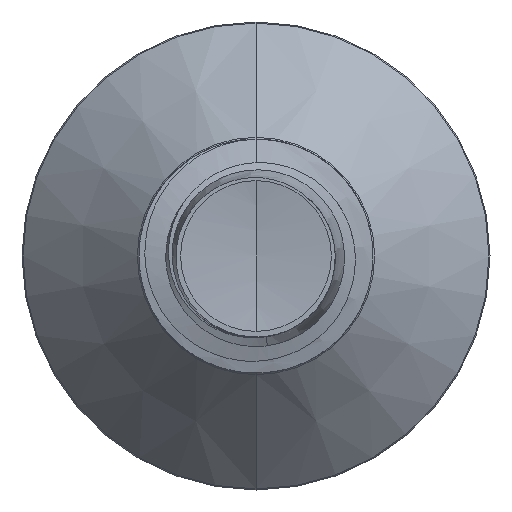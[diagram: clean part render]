
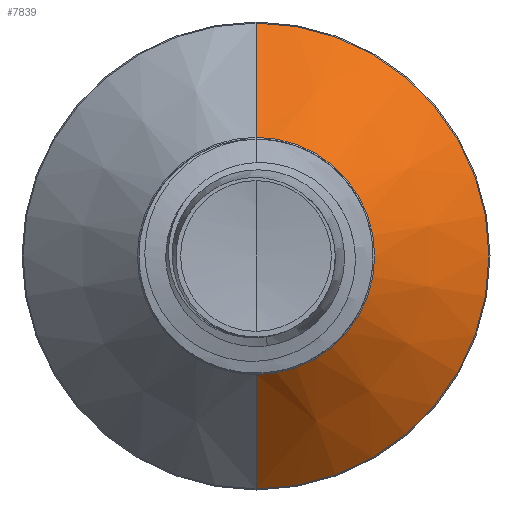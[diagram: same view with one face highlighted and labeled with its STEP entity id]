
A CAD part, front view. The second image highlights one B-rep face of the part: STEP entity #7839.
In plain terms, the highlighted conical face has half-angle 45 degrees and reference radius 1.522 mm.
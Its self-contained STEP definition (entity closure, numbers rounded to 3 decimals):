
#467 = CIRCLE ( 'NONE', #21187, 2.987 ) ;
#831 = DIRECTION ( 'NONE',  ( 0., 1., 0. ) ) ;
#1134 = CARTESIAN_POINT ( 'NONE',  ( 0., 7.972, -1.522 ) ) ;
#1274 = CARTESIAN_POINT ( 'NONE',  ( 0., 9.437, -2.987 ) ) ;
#1489 = DIRECTION ( 'NONE',  ( 0., 0., 1. ) ) ;
#1895 = CARTESIAN_POINT ( 'NONE',  ( 0., 9.437, 2.987 ) ) ;
#2025 = CARTESIAN_POINT ( 'NONE',  ( 0., 7.972, 0. ) ) ;
#2048 = DIRECTION ( 'NONE',  ( 0., 0., 1. ) ) ;
#2200 = DIRECTION ( 'NONE',  ( 0., 1., 0. ) ) ;
#2566 = VERTEX_POINT ( 'NONE', #1274 ) ;
#2956 = EDGE_LOOP ( 'NONE', ( #19913, #16177, #8544, #19295 ) ) ;
#3007 = VERTEX_POINT ( 'NONE', #1134 ) ;
#5697 = CARTESIAN_POINT ( 'NONE',  ( 0., 7.972, -1.522 ) ) ;
#6238 = EDGE_CURVE ( 'NONE', #3007, #2566, #16227, .T. ) ;
#6838 = CONICAL_SURFACE ( 'NONE', #13747, 1.522, 0.785 ) ;
#7839 = ADVANCED_FACE ( 'NONE', ( #12097 ), #6838, .T. ) ;
#7912 = VERTEX_POINT ( 'NONE', #1895 ) ;
#8544 = ORIENTED_EDGE ( 'NONE', *, *, #19430, .F. ) ;
#10126 = DIRECTION ( 'NONE',  ( 0., 0.707, 0.707 ) ) ;
#11618 = CARTESIAN_POINT ( 'NONE',  ( 0., 7.972, 1.522 ) ) ;
#11666 = CARTESIAN_POINT ( 'NONE',  ( 0., 9.437, 0. ) ) ;
#12050 = CIRCLE ( 'NONE', #19502, 1.522 ) ;
#12069 = DIRECTION ( 'NONE',  ( 0., 1., 0. ) ) ;
#12097 = FACE_OUTER_BOUND ( 'NONE', #2956, .T. ) ;
#12925 = LINE ( 'NONE', #18231, #16475 ) ;
#13082 = DIRECTION ( 'NONE',  ( 0., 0., 1. ) ) ;
#13747 = AXIS2_PLACEMENT_3D ( 'NONE', #2025, #2200, #2048 ) ;
#16094 = VECTOR ( 'NONE', #20392, 1000. ) ;
#16148 = VERTEX_POINT ( 'NONE', #11618 ) ;
#16177 = ORIENTED_EDGE ( 'NONE', *, *, #6238, .T. ) ;
#16227 = LINE ( 'NONE', #5697, #16094 ) ;
#16475 = VECTOR ( 'NONE', #10126, 1000. ) ;
#16773 = EDGE_CURVE ( 'NONE', #16148, #7912, #12925, .T. ) ;
#16996 = EDGE_CURVE ( 'NONE', #16148, #3007, #12050, .T. ) ;
#18231 = CARTESIAN_POINT ( 'NONE',  ( 0., 7.972, 1.522 ) ) ;
#19295 = ORIENTED_EDGE ( 'NONE', *, *, #16773, .F. ) ;
#19430 = EDGE_CURVE ( 'NONE', #7912, #2566, #467, .T. ) ;
#19502 = AXIS2_PLACEMENT_3D ( 'NONE', #20537, #12069, #1489 ) ;
#19913 = ORIENTED_EDGE ( 'NONE', *, *, #16996, .T. ) ;
#20392 = DIRECTION ( 'NONE',  ( 0., 0.707, -0.707 ) ) ;
#20537 = CARTESIAN_POINT ( 'NONE',  ( 0., 7.972, 0. ) ) ;
#21187 = AXIS2_PLACEMENT_3D ( 'NONE', #11666, #831, #13082 ) ;
